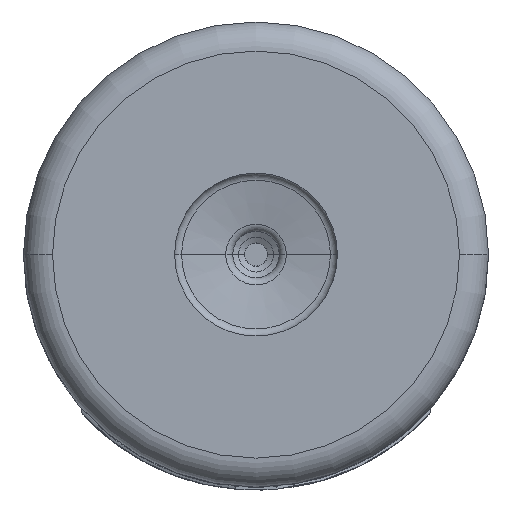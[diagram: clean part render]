
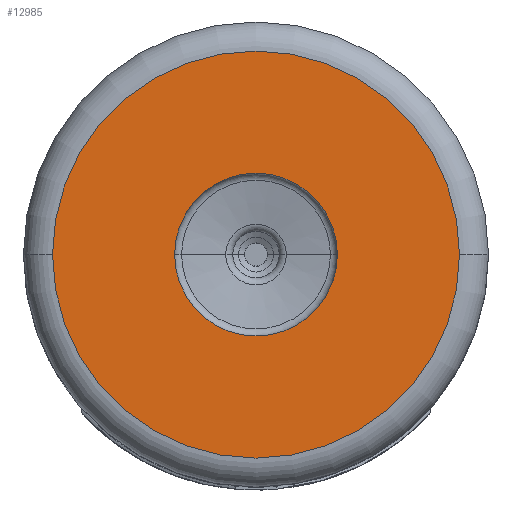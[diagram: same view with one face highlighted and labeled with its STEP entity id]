
A CAD part, front view. The second image highlights one B-rep face of the part: STEP entity #12985.
In plain terms, the highlighted planar face has unit normal (0, -1, 0).
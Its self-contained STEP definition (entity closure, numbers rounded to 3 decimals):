
#1929=CARTESIAN_POINT('',(0.,-4.,0.));
#1930=DIRECTION('',(0.,-1.,0.));
#1931=DIRECTION('',(1.,0.,0.));
#1932=AXIS2_PLACEMENT_3D('',#1929,#1930,#1931);
#1944=CARTESIAN_POINT('',(0.,-4.,0.));
#1945=DIRECTION('',(0.,-1.,0.));
#1946=DIRECTION('',(-1.,0.,0.));
#1947=AXIS2_PLACEMENT_3D('',#1944,#1945,#1946);
#1949=CARTESIAN_POINT('',(0.,-4.,0.));
#1950=DIRECTION('',(0.,-1.,0.));
#1951=DIRECTION('',(1.,0.,0.));
#1952=AXIS2_PLACEMENT_3D('',#1949,#1950,#1951);
#1954=CARTESIAN_POINT('',(0.,-4.,0.));
#1955=DIRECTION('',(0.,-1.,0.));
#1956=DIRECTION('',(-1.,0.,0.));
#1957=AXIS2_PLACEMENT_3D('',#1954,#1955,#1956);
#10985=CARTESIAN_POINT('',(-1.4,-4.,0.));
#10986=CARTESIAN_POINT('',(1.4,-4.,0.));
#10987=VERTEX_POINT('',#10985);
#10988=VERTEX_POINT('',#10986);
#10989=CARTESIAN_POINT('',(3.5,-4.,0.));
#10990=CARTESIAN_POINT('',(-3.5,-4.,0.));
#10991=VERTEX_POINT('',#10989);
#10992=VERTEX_POINT('',#10990);
#12969=CARTESIAN_POINT('',(0.,-4.,0.));
#12970=DIRECTION('',(0.,1.,0.));
#12971=DIRECTION('',(1.,0.,0.));
#12972=AXIS2_PLACEMENT_3D('',#12969,#12970,#12971);
#12973=PLANE('',#12972);
#12974=ORIENTED_EDGE('',*,*,#12959,.F.);
#12976=ORIENTED_EDGE('',*,*,#12975,.F.);
#12977=EDGE_LOOP('',(#12974,#12976));
#12978=FACE_OUTER_BOUND('',#12977,.F.);
#12980=ORIENTED_EDGE('',*,*,#12979,.T.);
#12982=ORIENTED_EDGE('',*,*,#12981,.T.);
#12983=EDGE_LOOP('',(#12980,#12982));
#12984=FACE_BOUND('',#12983,.F.);
#12985=ADVANCED_FACE('',(#12978,#12984),#12973,.F.);
#1933=CIRCLE('',#1932,3.5);
#1948=CIRCLE('',#1947,1.4);
#1953=CIRCLE('',#1952,1.4);
#1958=CIRCLE('',#1957,3.5);
#12959=EDGE_CURVE('',#10991,#10992,#1933,.T.);
#12975=EDGE_CURVE('',#10992,#10991,#1958,.T.);
#12979=EDGE_CURVE('',#10987,#10988,#1948,.T.);
#12981=EDGE_CURVE('',#10988,#10987,#1953,.T.);
